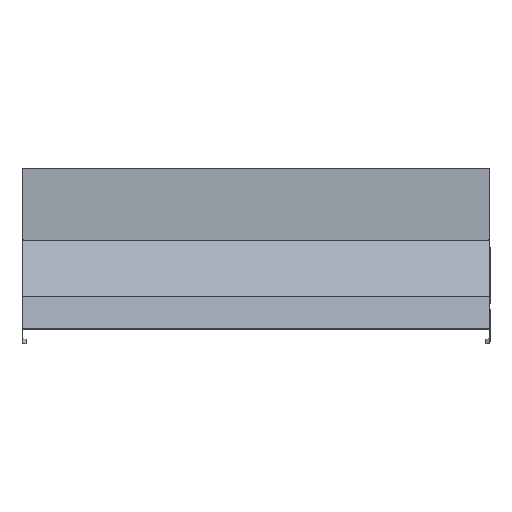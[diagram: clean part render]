
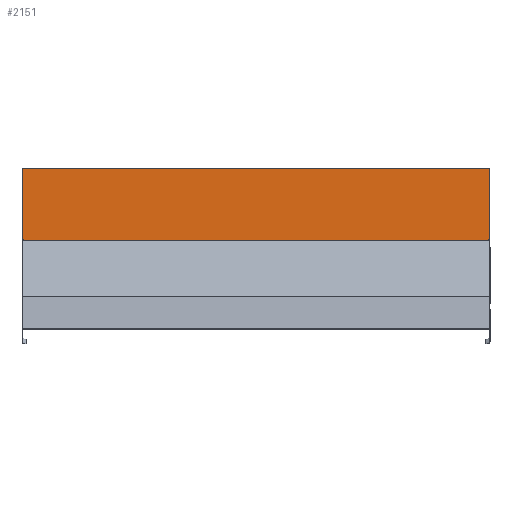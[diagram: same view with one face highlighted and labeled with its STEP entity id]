
A CAD part, top view. The second image highlights one B-rep face of the part: STEP entity #2151.
In plain terms, the highlighted planar face has unit normal (0, 0, 1).
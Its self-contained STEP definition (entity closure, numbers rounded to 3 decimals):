
#80=FACE_OUTER_BOUND('',#184,.T.);
#184=EDGE_LOOP('',(#1476,#1477,#1478,#1479,#1480,#1481,#1482,#1483,#1484,
#1485));
#275=LINE('',#2958,#549);
#339=LINE('',#3085,#613);
#381=LINE('',#3169,#655);
#385=LINE('',#3178,#659);
#386=LINE('',#3180,#660);
#387=LINE('',#3181,#661);
#388=LINE('',#3183,#662);
#389=LINE('',#3185,#663);
#390=LINE('',#3186,#664);
#391=LINE('',#3187,#665);
#549=VECTOR('',#2405,10.);
#613=VECTOR('',#2485,10.);
#655=VECTOR('',#2547,10.);
#659=VECTOR('',#2555,10.);
#660=VECTOR('',#2556,10.);
#661=VECTOR('',#2557,10.);
#662=VECTOR('',#2558,10.);
#663=VECTOR('',#2559,10.);
#664=VECTOR('',#2560,10.);
#665=VECTOR('',#2561,10.);
#823=VERTEX_POINT('',#2955);
#824=VERTEX_POINT('',#2957);
#879=VERTEX_POINT('',#3084);
#909=VERTEX_POINT('',#3162);
#911=VERTEX_POINT('',#3167);
#913=VERTEX_POINT('',#3176);
#914=VERTEX_POINT('',#3177);
#915=VERTEX_POINT('',#3179);
#916=VERTEX_POINT('',#3182);
#917=VERTEX_POINT('',#3184);
#1027=EDGE_CURVE('',#824,#823,#275,.T.);
#1091=EDGE_CURVE('',#824,#879,#339,.T.);
#1135=EDGE_CURVE('',#911,#909,#381,.T.);
#1139=EDGE_CURVE('',#913,#914,#385,.T.);
#1140=EDGE_CURVE('',#914,#915,#386,.T.);
#1141=EDGE_CURVE('',#879,#915,#387,.T.);
#1142=EDGE_CURVE('',#916,#823,#388,.T.);
#1143=EDGE_CURVE('',#916,#917,#389,.T.);
#1144=EDGE_CURVE('',#909,#917,#390,.T.);
#1145=EDGE_CURVE('',#913,#911,#391,.T.);
#1476=ORIENTED_EDGE('',*,*,#1139,.T.);
#1477=ORIENTED_EDGE('',*,*,#1140,.T.);
#1478=ORIENTED_EDGE('',*,*,#1141,.F.);
#1479=ORIENTED_EDGE('',*,*,#1091,.F.);
#1480=ORIENTED_EDGE('',*,*,#1027,.T.);
#1481=ORIENTED_EDGE('',*,*,#1142,.F.);
#1482=ORIENTED_EDGE('',*,*,#1143,.T.);
#1483=ORIENTED_EDGE('',*,*,#1144,.F.);
#1484=ORIENTED_EDGE('',*,*,#1135,.F.);
#1485=ORIENTED_EDGE('',*,*,#1145,.F.);
#1958=PLANE('',#2280);
#2151=ADVANCED_FACE('',(#80),#1958,.T.);
#2280=AXIS2_PLACEMENT_3D('',#3175,#2553,#2554);
#2405=DIRECTION('',(1.,0.,0.));
#2485=DIRECTION('',(0.,1.,0.));
#2547=DIRECTION('',(1.,0.,0.));
#2553=DIRECTION('center_axis',(0.,0.,
1.));
#2554=DIRECTION('ref_axis',(0.,-1.,0.));
#2555=DIRECTION('',(-1.,0.,0.));
#2556=DIRECTION('',(0.,-1.,0.));
#2557=DIRECTION('',(-1.,0.,0.));
#2558=DIRECTION('',(0.,-1.,0.));
#2559=DIRECTION('',(1.,0.,0.));
#2560=DIRECTION('',(0.,-1.,0.));
#2561=DIRECTION('',(1.,0.,0.));
#2955=CARTESIAN_POINT('',(398.9,76.645,-137.447));
#2957=CARTESIAN_POINT('',(1.1,76.645,-137.447));
#2958=CARTESIAN_POINT('',(200.,76.645,-137.447));
#3084=CARTESIAN_POINT('',(1.1,76.792,-137.447));
#3085=CARTESIAN_POINT('',(1.1,10.38,-137.447));
#3162=CARTESIAN_POINT('',(400.,137.997,-137.447));
#3167=CARTESIAN_POINT('',(398.9,137.997,-137.447));
#3169=CARTESIAN_POINT('',(100.,137.997,-137.447));
#3175=CARTESIAN_POINT('Origin',(200.,20.76,-137.447));
#3176=CARTESIAN_POINT('',(1.1,137.997,-137.447));
#3177=CARTESIAN_POINT('',(0.,137.997,-137.447));
#3178=CARTESIAN_POINT('',(100.,137.997,-137.447));
#3179=CARTESIAN_POINT('',(0.,76.792,-137.447));
#3180=CARTESIAN_POINT('',(0.,64.077,-137.447));
#3181=CARTESIAN_POINT('',(100.275,76.792,-137.447));
#3182=CARTESIAN_POINT('',(398.9,76.792,-137.447));
#3183=CARTESIAN_POINT('',(398.9,10.38,-137.447));
#3184=CARTESIAN_POINT('',(400.,76.792,-137.447));
#3185=CARTESIAN_POINT('',(300.,76.792,-137.447));
#3186=CARTESIAN_POINT('',(400.,64.077,-137.447));
#3187=CARTESIAN_POINT('',(0.,137.997,-137.447));
